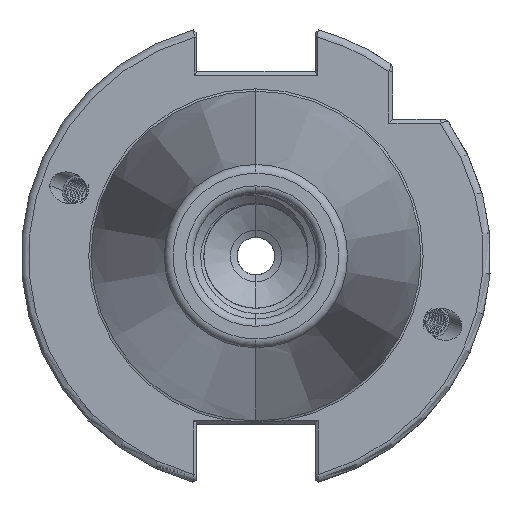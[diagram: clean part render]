
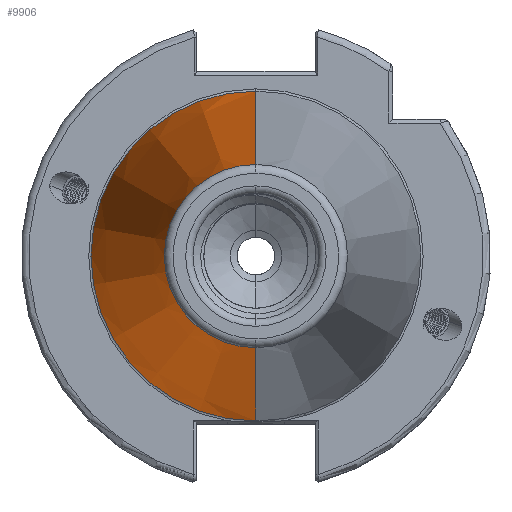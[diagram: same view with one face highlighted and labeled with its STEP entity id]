
A CAD part, left-side view. The second image highlights one B-rep face of the part: STEP entity #9906.
In plain terms, the highlighted conical face has half-angle 8.297 degrees and reference radius 22.692 mm.
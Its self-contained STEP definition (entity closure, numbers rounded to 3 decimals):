
#3155 = VERTEX_POINT ( 'NONE', #8695 ) ;
#3156 = VERTEX_POINT ( 'NONE', #8696 ) ;
#3165 = VERTEX_POINT ( 'NONE', #8705 ) ;
#3166 = VERTEX_POINT ( 'NONE', #8706 ) ;
#8026 = EDGE_LOOP ( 'NONE', ( #14135, #14133, #14134, #14132 ) ) ;
#8695 = CARTESIAN_POINT ( 'NONE',  ( -2.5, 0., -22.327 ) ) ;
#8696 = CARTESIAN_POINT ( 'NONE',  ( -2.5, 0., 22.327 ) ) ;
#8705 = CARTESIAN_POINT ( 'NONE',  ( -70.573, 0., -12.4 ) ) ;
#8706 = CARTESIAN_POINT ( 'NONE',  ( -70.573, 0., 12.4 ) ) ;
#9281 = CARTESIAN_POINT ( 'NONE',  ( 0., 0., 0. ) ) ;
#9282 = DIRECTION ( 'NONE',  ( 1., 0., 0. ) ) ;
#9285 = DIRECTION ( 'NONE',  ( 0., 0., -1. ) ) ;
#9906 = ADVANCED_FACE ( 'NONE', ( #12576 ), #16995, .T. ) ;
#12576 = FACE_OUTER_BOUND ( 'NONE', #8026, .T. ) ;
#12581 = AXIS2_PLACEMENT_3D ( 'NONE', #9281, #9282, #9285 ) ;
#14132 = ORIENTED_EDGE ( 'NONE', *, *, #18026, .F. ) ;
#14133 = ORIENTED_EDGE ( 'NONE', *, *, #18024, .T. ) ;
#14134 = ORIENTED_EDGE ( 'NONE', *, *, #18025, .F. ) ;
#14135 = ORIENTED_EDGE ( 'NONE', *, *, #18007, .T. ) ;
#14753 = AXIS2_PLACEMENT_3D ( 'NONE', #17681, #17682, #17683 ) ;
#14767 = AXIS2_PLACEMENT_3D ( 'NONE', #17729, #17736, #17737 ) ;
#14774 = VECTOR ( 'NONE', #17735, 1000. ) ;
#14776 = VECTOR ( 'NONE', #17741, 1000. ) ;
#16995 = CONICAL_SURFACE ( 'NONE', #12581, 22.692, 0.145 ) ;
#17128 = CIRCLE ( 'NONE', #14753, 12.4 ) ;
#17141 = CIRCLE ( 'NONE', #14767, 22.327 ) ;
#17681 = CARTESIAN_POINT ( 'NONE',  ( -70.573, 0., 0. ) ) ;
#17682 = DIRECTION ( 'NONE',  ( 1., 0., 0. ) ) ;
#17683 = DIRECTION ( 'NONE',  ( 0., 0., 1. ) ) ;
#17729 = CARTESIAN_POINT ( 'NONE',  ( -2.5, 0., 0. ) ) ;
#17733 = LINE ( 'NONE', #17734, #14774 ) ;
#17734 = CARTESIAN_POINT ( 'NONE',  ( 0., 0., 22.692 ) ) ;
#17735 = DIRECTION ( 'NONE',  ( 0.99, 0., 0.144 ) ) ;
#17736 = DIRECTION ( 'NONE',  ( 1., 0., 0. ) ) ;
#17737 = DIRECTION ( 'NONE',  ( 0., 0., -1. ) ) ;
#17739 = LINE ( 'NONE', #17740, #14776 ) ;
#17740 = CARTESIAN_POINT ( 'NONE',  ( 0., 0., -22.692 ) ) ;
#17741 = DIRECTION ( 'NONE',  ( 0.99, 0., -0.144 ) ) ;
#18007 = EDGE_CURVE ( 'NONE', #3165, #3166, #17128, .T. ) ;
#18024 = EDGE_CURVE ( 'NONE', #3166, #3156, #17733, .T. ) ;
#18025 = EDGE_CURVE ( 'NONE', #3155, #3156, #17141, .T. ) ;
#18026 = EDGE_CURVE ( 'NONE', #3165, #3155, #17739, .T. ) ;
